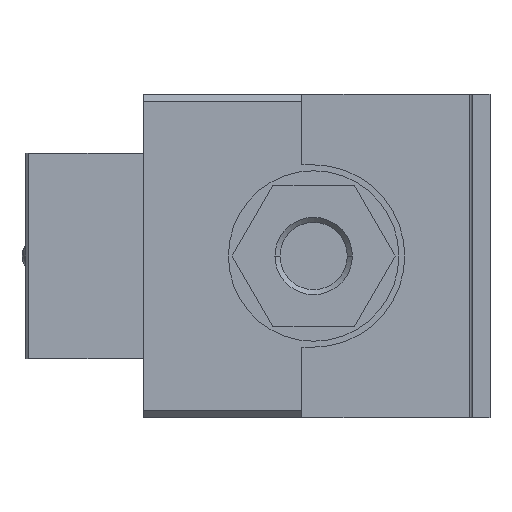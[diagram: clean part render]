
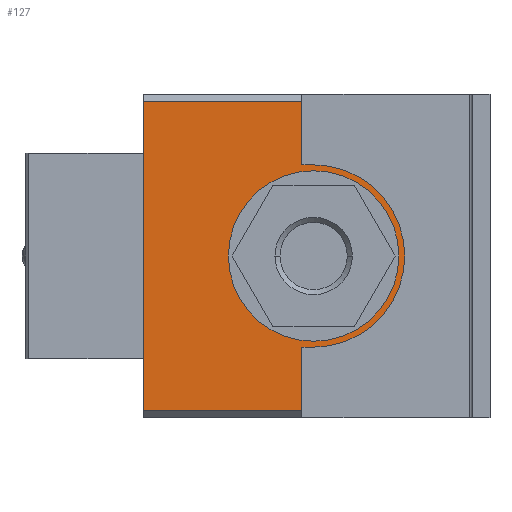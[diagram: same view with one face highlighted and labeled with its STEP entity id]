
A CAD part, front view. The second image highlights one B-rep face of the part: STEP entity #127.
In plain terms, the highlighted planar face has unit normal (0, -1, 0).
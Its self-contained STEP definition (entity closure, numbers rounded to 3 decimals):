
#127=ADVANCED_FACE('',(#367,#368),#369,.T.);
#367=FACE_BOUND('',#681,.T.);
#368=FACE_OUTER_BOUND('',#682,.T.);
#369=PLANE('',#683);
#681=EDGE_LOOP('',(#1460,#1461));
#682=EDGE_LOOP('',(#1462,#1463,#1464,#1465,#1466,#1467,#1468,#1469,#1470));
#683=AXIS2_PLACEMENT_3D('',#1471,#1472,#1473);
#1460=ORIENTED_EDGE('',*,*,#2094,.T.);
#1461=ORIENTED_EDGE('',*,*,#2206,.T.);
#1462=ORIENTED_EDGE('',*,*,#2247,.T.);
#1463=ORIENTED_EDGE('',*,*,#2268,.T.);
#1464=ORIENTED_EDGE('',*,*,#2269,.T.);
#1465=ORIENTED_EDGE('',*,*,#2270,.F.);
#1466=ORIENTED_EDGE('',*,*,#2236,.T.);
#1467=ORIENTED_EDGE('',*,*,#2233,.T.);
#1468=ORIENTED_EDGE('',*,*,#2230,.T.);
#1469=ORIENTED_EDGE('',*,*,#2076,.T.);
#1470=ORIENTED_EDGE('',*,*,#2227,.T.);
#1471=CARTESIAN_POINT('',(28.5,8.,0.));
#1472=DIRECTION('',(0.,-1.0,0.));
#1473=DIRECTION('',(0.,0.,1.0));
#2076=EDGE_CURVE('',#2490,#2494,#2496,.T.);
#2094=EDGE_CURVE('',#2532,#2529,#2533,.T.);
#2206=EDGE_CURVE('',#2529,#2532,#2715,.T.);
#2227=EDGE_CURVE('',#2494,#2744,#2745,.T.);
#2230=EDGE_CURVE('',#2749,#2490,#2750,.T.);
#2233=EDGE_CURVE('',#2754,#2749,#2755,.T.);
#2236=EDGE_CURVE('',#2759,#2754,#2760,.T.);
#2247=EDGE_CURVE('',#2744,#2778,#2779,.T.);
#2268=EDGE_CURVE('',#2778,#2811,#2812,.T.);
#2269=EDGE_CURVE('',#2811,#2813,#2814,.T.);
#2270=EDGE_CURVE('',#2759,#2813,#2815,.T.);
#2490=VERTEX_POINT('',#3276);
#2494=VERTEX_POINT('',#3281);
#2496=CIRCLE('',#3284,15.5);
#2529=VERTEX_POINT('',#3325);
#2532=VERTEX_POINT('',#3329);
#2533=CIRCLE('',#3330,14.5);
#2715=CIRCLE('',#3581,14.5);
#2744=VERTEX_POINT('',#3622);
#2745=LINE('',#3623,#3624);
#2749=VERTEX_POINT('',#3630);
#2750=CIRCLE('',#3631,15.5);
#2754=VERTEX_POINT('',#3636);
#2755=LINE('',#3637,#3638);
#2759=VERTEX_POINT('',#3644);
#2760=LINE('',#3645,#3646);
#2778=VERTEX_POINT('',#3674);
#2779=LINE('',#3675,#3676);
#2811=VERTEX_POINT('',#3724);
#2812=LINE('',#3725,#3726);
#2813=VERTEX_POINT('',#3727);
#2814=LINE('',#3728,#3729);
#2815=LINE('',#3730,#3731);
#3276=CARTESIAN_POINT('',(15.5,8.,0.));
#3281=CARTESIAN_POINT('',(0.0,8.0,15.5));
#3284=AXIS2_PLACEMENT_3D('',#4269,#4270,#4271);
#3325=CARTESIAN_POINT('',(14.5,8.,0.));
#3329=CARTESIAN_POINT('',(-14.5,8.,0.));
#3330=AXIS2_PLACEMENT_3D('',#4305,#4306,#4307);
#3581=AXIS2_PLACEMENT_3D('',#4503,#4504,#4505);
#3622=CARTESIAN_POINT('',(-2.,8.0,15.5));
#3623=CARTESIAN_POINT('',(11.75,8.0,15.5));
#3624=VECTOR('',#4542,1.0);
#3630=CARTESIAN_POINT('',(0.0,8.,-15.5));
#3631=AXIS2_PLACEMENT_3D('',#4545,#4546,#4547);
#3636=CARTESIAN_POINT('',(-2.,8.,-15.5));
#3637=CARTESIAN_POINT('',(11.75,8.,-15.5));
#3638=VECTOR('',#4552,1.0);
#3644=CARTESIAN_POINT('',(-2.,8.,-26.3));
#3645=CARTESIAN_POINT('',(-2.,8.0,-13.75));
#3646=VECTOR('',#4555,1.0);
#3674=CARTESIAN_POINT('',(-2.,8.0,26.3));
#3675=CARTESIAN_POINT('',(-2.,8.0,-13.75));
#3676=VECTOR('',#4566,1.0);
#3724=CARTESIAN_POINT('',(-29.0,8.0,26.3));
#3725=CARTESIAN_POINT('',(28.5,8.0,26.3));
#3726=VECTOR('',#4595,1.0);
#3727=CARTESIAN_POINT('',(-29.0,8.,-26.3));
#3728=CARTESIAN_POINT('',(-29.0,8.0,26.3));
#3729=VECTOR('',#4596,1.0);
#3730=CARTESIAN_POINT('',(28.5,8.,-26.3));
#3731=VECTOR('',#4597,1.0);
#4269=CARTESIAN_POINT('',(0.0,8.,0.0));
#4270=DIRECTION('',(0.,-1.0,0.));
#4271=DIRECTION('',(1.0,0.,0.));
#4305=CARTESIAN_POINT('',(0.0,8.,0.0));
#4306=DIRECTION('',(0.,1.0,0.));
#4307=DIRECTION('',(1.0,0.,0.));
#4503=CARTESIAN_POINT('',(0.0,8.,0.0));
#4504=DIRECTION('',(0.,1.0,0.));
#4505=DIRECTION('',(1.0,0.,0.));
#4542=DIRECTION('',(-1.0,0.,0.0));
#4545=CARTESIAN_POINT('',(0.0,8.,0.0));
#4546=DIRECTION('',(0.,-1.0,0.));
#4547=DIRECTION('',(1.0,0.,0.));
#4552=DIRECTION('',(1.0,0.,0.0));
#4555=DIRECTION('',(0.0,0.,1.0));
#4566=DIRECTION('',(0.0,0.,1.0));
#4595=DIRECTION('',(-1.0,0.0,0.));
#4596=DIRECTION('',(0.,0.,-1.0));
#4597=DIRECTION('',(-1.0,0.0,0.));
